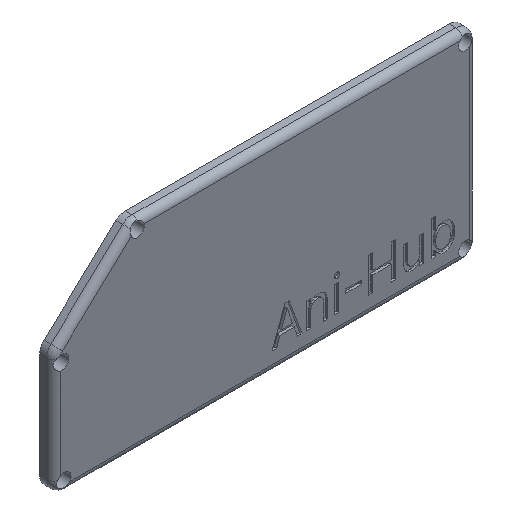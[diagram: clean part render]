
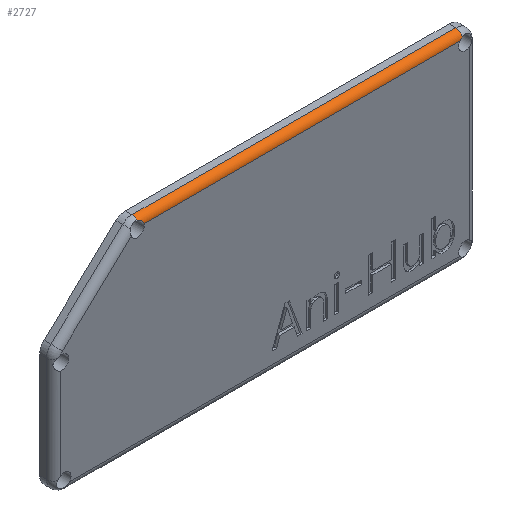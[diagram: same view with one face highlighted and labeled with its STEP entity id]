
A CAD part, isometric view. The second image highlights one B-rep face of the part: STEP entity #2727.
In plain terms, the highlighted cylindrical face has radius 1.5 mm (diameter 3 mm), a partial arc.
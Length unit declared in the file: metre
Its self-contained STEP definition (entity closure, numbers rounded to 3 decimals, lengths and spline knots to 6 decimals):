
#80=CYLINDRICAL_SURFACE('',#2894,0.0015);
#129=CIRCLE('',#2890,0.0015);
#132=CIRCLE('',#2895,0.0015);
#151=LINE('',#3552,#399);
#210=LINE('',#3778,#458);
#399=VECTOR('',#2937,1.);
#458=VECTOR('',#3028,1.);
#1389=ORIENTED_EDGE('',*,*,#1816,.T.);
#1390=ORIENTED_EDGE('',*,*,#1546,.F.);
#1391=ORIENTED_EDGE('',*,*,#1819,.F.);
#1392=ORIENTED_EDGE('',*,*,#1562,.F.);
#1393=ORIENTED_EDGE('',*,*,#1455,.F.);
#1394=ORIENTED_EDGE('',*,*,#1565,.F.);
#1455=EDGE_CURVE('',#1852,#1853,#151,.T.);
#1546=EDGE_CURVE('',#1943,#1944,#210,.F.);
#1562=EDGE_CURVE('',#1853,#1954,#2127,.T.);
#1565=EDGE_CURVE('',#1958,#1852,#2129,.T.);
#1816=EDGE_CURVE('',#1958,#1944,#129,.T.);
#1819=EDGE_CURVE('',#1954,#1943,#132,.T.);
#1852=VERTEX_POINT('',#3551);
#1853=VERTEX_POINT('',#3553);
#1943=VERTEX_POINT('',#3777);
#1944=VERTEX_POINT('',#3779);
#1954=VERTEX_POINT('',#3845);
#1958=VERTEX_POINT('',#3866);
#2127=B_SPLINE_CURVE_WITH_KNOTS('',3,(#3851,#3852,#3853,#3854),
 .UNSPECIFIED.,.F.,.F.,(4,4),(0.,0.00162),.UNSPECIFIED.);
#2129=B_SPLINE_CURVE_WITH_KNOTS('',3,(#3867,#3868,#3869,#3870),
 .UNSPECIFIED.,.F.,.F.,(4,4),(0.,0.000776),
 .UNSPECIFIED.);
#2341=EDGE_LOOP('',(#1389,#1390,#1391,#1392,#1393,#1394));
#2507=FACE_BOUND('',#2341,.T.);
#2727=ADVANCED_FACE('',(#2507),#80,.T.);
#2890=AXIS2_PLACEMENT_3D('',#4765,#3443,#3444);
#2894=AXIS2_PLACEMENT_3D('',#4769,#3451,#3452);
#2895=AXIS2_PLACEMENT_3D('',#4770,#3453,#3454);
#2937=DIRECTION('',(-1.,0.,0.));
#3028=DIRECTION('',(-1.,0.,0.));
#3443=DIRECTION('',(-1.,0.,0.));
#3444=DIRECTION('',(0.,0.,1.));
#3451=DIRECTION('',(1.,0.,0.));
#3452=DIRECTION('',(0.,0.,-1.));
#3453=DIRECTION('',(-1.,0.,0.));
#3454=DIRECTION('',(0.,0.,1.));
#3551=CARTESIAN_POINT('',(0.048489,-0.003,-0.026235));
#3552=CARTESIAN_POINT('',(-0.02212,-0.003,-0.026235));
#3553=CARTESIAN_POINT('',(-0.020966,-0.003,-0.026235));
#3777=CARTESIAN_POINT('',(-0.02212,-0.0015,-0.024735));
#3778=CARTESIAN_POINT('',(0.049089,-0.0015,-0.024735));
#3779=CARTESIAN_POINT('',(0.049089,-0.0015,-0.024735));
#3845=CARTESIAN_POINT('',(-0.02212,-0.002638,-0.025258));
#3851=CARTESIAN_POINT('',(-0.020966,-0.003,-0.026235));
#3852=CARTESIAN_POINT('',(-0.021149,-0.003,-0.025717));
#3853=CARTESIAN_POINT('',(-0.021592,-0.002718,-0.025351));
#3854=CARTESIAN_POINT('',(-0.02212,-0.002638,-0.025258));
#3866=CARTESIAN_POINT('',(0.049089,-0.002923,-0.02576));
#3867=CARTESIAN_POINT('',(0.049089,-0.002923,-0.02576));
#3868=CARTESIAN_POINT('',(0.048851,-0.002958,-0.025864));
#3869=CARTESIAN_POINT('',(0.048644,-0.003,-0.026029));
#3870=CARTESIAN_POINT('',(0.048489,-0.003,-0.026235));
#4765=CARTESIAN_POINT('',(0.049089,-0.0015,-0.026235));
#4769=CARTESIAN_POINT('',(0.005589,-0.0015,-0.026235));
#4770=CARTESIAN_POINT('',(-0.02212,-0.0015,-0.026235));
